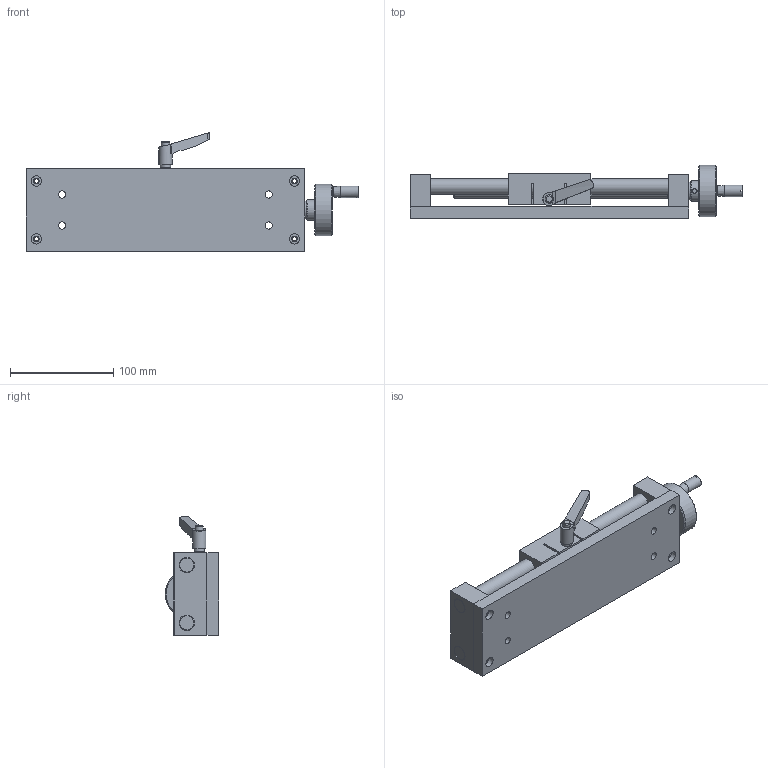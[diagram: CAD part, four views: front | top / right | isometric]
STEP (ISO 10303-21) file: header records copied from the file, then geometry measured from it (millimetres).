
FILE_DESCRIPTION (( 'STEP AP203' ), '1' );
FILE_NAME ('528978.STEP', '2024-11-12T08:26:02', ( 'Windows User' ), ( 'P R C' ), 'SwSTEP 2.0', 'SolidWorks 2020', '' );
FILE_SCHEMA (( 'CONFIG_CONTROL_DESIGN' ));
Length unit declared in the file: millimetre
Products named in the file (1): 528978
Bounding box: 321.5 x 51.98 x 114.77 mm (x, y, z)
Volume: 622772 mm3; surface area: 152848.6 mm2
Topology: 5 solids, 5 shells, 218 faces, 538 edges, 348 vertices
Faces by surface type: plane 109, cylinder 73, cone 35, bspline 1
Full cylindrical faces by diameter (mm): 2.85 x4, 3.5 x4, 4.134 x6, 4.917 x7, 5.5 x4, 6 x5, 6.5 x1, 7 x5, 8 x3, 10 x5, 11 x5, 13 x1, 14 x1, 15 x8, 18 x1, 20 x1, 49.96 x1
Entity records: 6095 total; most frequent: CARTESIAN_POINT 1243, DIRECTION 989, ORIENTED_EDGE 828, EDGE_CURVE 414, AXIS2_PLACEMENT_3D 384, EDGE_LOOP 384, VERTEX_POINT 324, FACE_OUTER_BOUND 280
